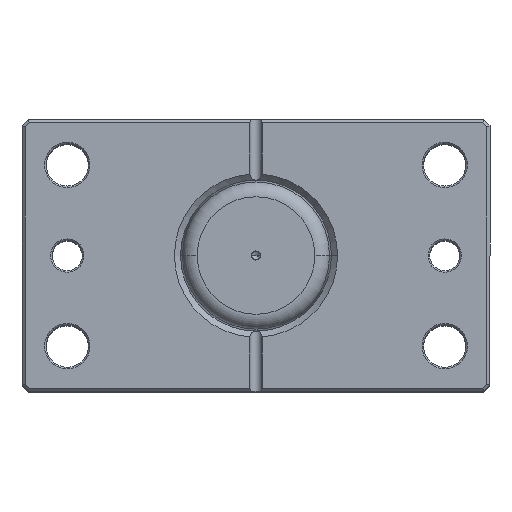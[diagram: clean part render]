
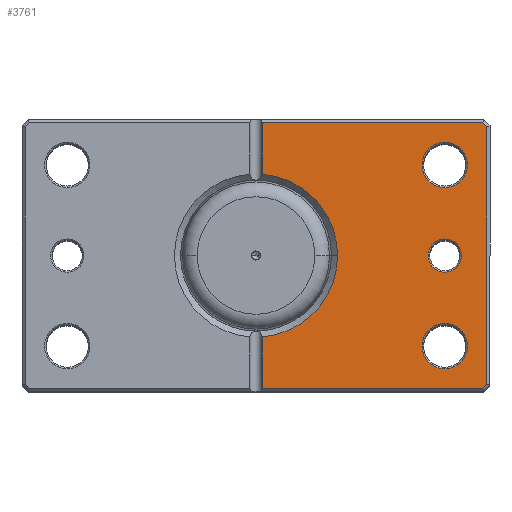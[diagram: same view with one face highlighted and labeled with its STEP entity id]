
A CAD part, top view. The second image highlights one B-rep face of the part: STEP entity #3761.
In plain terms, the highlighted face is planar.
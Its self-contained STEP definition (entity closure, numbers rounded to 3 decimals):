
#58 = CIRCLE ( 'NONE', #231, 5.5 ) ;
#85 = VERTEX_POINT ( 'NONE', #5073 ) ;
#99 = VERTEX_POINT ( 'NONE', #1242 ) ;
#172 = EDGE_LOOP ( 'NONE', ( #5763, #2036 ) ) ;
#191 = EDGE_CURVE ( 'NONE', #85, #4068, #58, .T. ) ;
#231 = AXIS2_PLACEMENT_3D ( 'NONE', #633, #2755, #2775 ) ;
#307 = VECTOR ( 'NONE', #5170, 1000. ) ;
#427 = DIRECTION ( 'NONE',  ( 1., 0., 0. ) ) ;
#488 = CIRCLE ( 'NONE', #4584, 7.5 ) ;
#492 = FACE_BOUND ( 'NONE', #4928, .T. ) ;
#522 = VERTEX_POINT ( 'NONE', #1478 ) ;
#544 = ORIENTED_EDGE ( 'NONE', *, *, #5565, .T. ) ;
#622 = AXIS2_PLACEMENT_3D ( 'NONE', #1309, #5049, #1856 ) ;
#633 = CARTESIAN_POINT ( 'NONE',  ( -62.5, 0., 0. ) ) ;
#689 = CARTESIAN_POINT ( 'NONE',  ( 0., -44., 0. ) ) ;
#733 = VERTEX_POINT ( 'NONE', #2016 ) ;
#745 = EDGE_CURVE ( 'NONE', #1437, #3413, #488, .T. ) ;
#758 = EDGE_CURVE ( 'NONE', #6396, #2478, #5990, .T. ) ;
#773 = AXIS2_PLACEMENT_3D ( 'NONE', #6820, #3640, #427 ) ;
#1034 = EDGE_CURVE ( 'NONE', #6596, #4550, #4159, .T. ) ;
#1050 = VERTEX_POINT ( 'NONE', #1707 ) ;
#1052 = CARTESIAN_POINT ( 'NONE',  ( -55., 30., 0. ) ) ;
#1068 = LINE ( 'NONE', #3233, #3911 ) ;
#1152 = EDGE_CURVE ( 'NONE', #522, #6396, #1569, .T. ) ;
#1179 = DIRECTION ( 'NONE',  ( 0., 0., 1. ) ) ;
#1235 = EDGE_CURVE ( 'NONE', #4068, #85, #3154, .T. ) ;
#1236 = DIRECTION ( 'NONE',  ( 0., 0., 1. ) ) ;
#1242 = CARTESIAN_POINT ( 'NONE',  ( -76.5, 42.586, 0. ) ) ;
#1309 = CARTESIAN_POINT ( 'NONE',  ( 0., 0., 0. ) ) ;
#1322 = CARTESIAN_POINT ( 'NONE',  ( -70., -30., 0. ) ) ;
#1340 = AXIS2_PLACEMENT_3D ( 'NONE', #4426, #1236, #4974 ) ;
#1369 = LINE ( 'NONE', #689, #4044 ) ;
#1397 = ORIENTED_EDGE ( 'NONE', *, *, #1235, .T. ) ;
#1437 = VERTEX_POINT ( 'NONE', #1950 ) ;
#1439 = CIRCLE ( 'NONE', #622, 27. ) ;
#1475 = EDGE_LOOP ( 'NONE', ( #1940, #4747, #1528, #6307, #4730, #5192, #6052, #5163, #6853 ) ) ;
#1478 = CARTESIAN_POINT ( 'NONE',  ( -75.086, 44., 0. ) ) ;
#1528 = ORIENTED_EDGE ( 'NONE', *, *, #2264, .T. ) ;
#1569 = LINE ( 'NONE', #5432, #2992 ) ;
#1630 = CIRCLE ( 'NONE', #773, 7.5 ) ;
#1707 = CARTESIAN_POINT ( 'NONE',  ( -2., -26.926, 0. ) ) ;
#1787 = DIRECTION ( 'NONE',  ( -1., 0., 0. ) ) ;
#1807 = ORIENTED_EDGE ( 'NONE', *, *, #5322, .T. ) ;
#1856 = DIRECTION ( 'NONE',  ( 1., 0., 0. ) ) ;
#1940 = ORIENTED_EDGE ( 'NONE', *, *, #758, .T. ) ;
#1950 = CARTESIAN_POINT ( 'NONE',  ( -55., -30., 0. ) ) ;
#2016 = CARTESIAN_POINT ( 'NONE',  ( -27., 0., 0. ) ) ;
#2036 = ORIENTED_EDGE ( 'NONE', *, *, #745, .T. ) ;
#2121 = DIRECTION ( 'NONE',  ( 0., 0., 1. ) ) ;
#2149 = CARTESIAN_POINT ( 'NONE',  ( -76.5, -42.586, 0. ) ) ;
#2154 = PLANE ( 'NONE',  #5536 ) ;
#2264 = EDGE_CURVE ( 'NONE', #733, #1050, #1439, .T. ) ;
#2311 = DIRECTION ( 'NONE',  ( 0., 0., 1. ) ) ;
#2382 = CIRCLE ( 'NONE', #4692, 7.5 ) ;
#2478 = VERTEX_POINT ( 'NONE', #5724 ) ;
#2628 = CARTESIAN_POINT ( 'NONE',  ( -59.543, 59.543, 0. ) ) ;
#2632 = LINE ( 'NONE', #6317, #5489 ) ;
#2710 = DIRECTION ( 'NONE',  ( 0., 0., 1. ) ) ;
#2755 = DIRECTION ( 'NONE',  ( 0., 0., 1. ) ) ;
#2775 = DIRECTION ( 'NONE',  ( 1., 0., 0. ) ) ;
#2796 = CIRCLE ( 'NONE', #1340, 7.5 ) ;
#2992 = VECTOR ( 'NONE', #6498, 1000. ) ;
#3130 = VECTOR ( 'NONE', #6353, 1000. ) ;
#3132 = ORIENTED_EDGE ( 'NONE', *, *, #191, .T. ) ;
#3154 = CIRCLE ( 'NONE', #4681, 5.5 ) ;
#3233 = CARTESIAN_POINT ( 'NONE',  ( -76.5, 0., 0. ) ) ;
#3287 = CARTESIAN_POINT ( 'NONE',  ( -2., -44., 0. ) ) ;
#3413 = VERTEX_POINT ( 'NONE', #1322 ) ;
#3640 = DIRECTION ( 'NONE',  ( 0., 0., 1. ) ) ;
#3761 = ADVANCED_FACE ( 'NONE', ( #492, #4078, #6738, #5337 ), #2154, .F. ) ;
#3764 = EDGE_CURVE ( 'NONE', #4550, #99, #1068, .T. ) ;
#3911 = VECTOR ( 'NONE', #5366, 1000. ) ;
#4022 = CARTESIAN_POINT ( 'NONE',  ( -2., 44., 0. ) ) ;
#4044 = VECTOR ( 'NONE', #1787, 1000. ) ;
#4068 = VERTEX_POINT ( 'NONE', #5968 ) ;
#4078 = FACE_BOUND ( 'NONE', #172, .T. ) ;
#4159 = LINE ( 'NONE', #5762, #5576 ) ;
#4378 = CARTESIAN_POINT ( 'NONE',  ( 0., 0., 0. ) ) ;
#4426 = CARTESIAN_POINT ( 'NONE',  ( -62.5, 30., 0. ) ) ;
#4550 = VERTEX_POINT ( 'NONE', #2149 ) ;
#4584 = AXIS2_PLACEMENT_3D ( 'NONE', #5286, #5263, #4750 ) ;
#4681 = AXIS2_PLACEMENT_3D ( 'NONE', #5499, #2311, #6022 ) ;
#4692 = AXIS2_PLACEMENT_3D ( 'NONE', #5318, #2121, #5841 ) ;
#4730 = ORIENTED_EDGE ( 'NONE', *, *, #5594, .T. ) ;
#4747 = ORIENTED_EDGE ( 'NONE', *, *, #6732, .T. ) ;
#4750 = DIRECTION ( 'NONE',  ( 1., 0., 0. ) ) ;
#4775 = CIRCLE ( 'NONE', #5109, 27. ) ;
#4913 = DIRECTION ( 'NONE',  ( 1., 0., 0. ) ) ;
#4928 = EDGE_LOOP ( 'NONE', ( #1397, #3132 ) ) ;
#4952 = VERTEX_POINT ( 'NONE', #1052 ) ;
#4972 = VERTEX_POINT ( 'NONE', #5331 ) ;
#4974 = DIRECTION ( 'NONE',  ( 1., 0., 0. ) ) ;
#5049 = DIRECTION ( 'NONE',  ( 0., 0., 1. ) ) ;
#5073 = CARTESIAN_POINT ( 'NONE',  ( -57., 0., 0. ) ) ;
#5085 = VERTEX_POINT ( 'NONE', #3287 ) ;
#5109 = AXIS2_PLACEMENT_3D ( 'NONE', #4378, #1179, #4913 ) ;
#5163 = ORIENTED_EDGE ( 'NONE', *, *, #6493, .T. ) ;
#5170 = DIRECTION ( 'NONE',  ( 0., -1., 0. ) ) ;
#5192 = ORIENTED_EDGE ( 'NONE', *, *, #1034, .T. ) ;
#5263 = DIRECTION ( 'NONE',  ( 0., 0., 1. ) ) ;
#5286 = CARTESIAN_POINT ( 'NONE',  ( -62.5, -30., 0. ) ) ;
#5318 = CARTESIAN_POINT ( 'NONE',  ( -62.5, -30., 0. ) ) ;
#5322 = EDGE_CURVE ( 'NONE', #4952, #4972, #1630, .T. ) ;
#5331 = CARTESIAN_POINT ( 'NONE',  ( -70., 30., 0. ) ) ;
#5337 = FACE_OUTER_BOUND ( 'NONE', #1475, .T. ) ;
#5366 = DIRECTION ( 'NONE',  ( 0., 1., 0. ) ) ;
#5368 = CARTESIAN_POINT ( 'NONE',  ( -75.086, -44., 0. ) ) ;
#5396 = EDGE_CURVE ( 'NONE', #3413, #1437, #2382, .T. ) ;
#5432 = CARTESIAN_POINT ( 'NONE',  ( 0., 44., 0. ) ) ;
#5489 = VECTOR ( 'NONE', #6845, 1000. ) ;
#5499 = CARTESIAN_POINT ( 'NONE',  ( -62.5, 0., 0. ) ) ;
#5536 = AXIS2_PLACEMENT_3D ( 'NONE', #5895, #2710, #6432 ) ;
#5565 = EDGE_CURVE ( 'NONE', #4972, #4952, #2796, .T. ) ;
#5576 = VECTOR ( 'NONE', #6181, 1000. ) ;
#5594 = EDGE_CURVE ( 'NONE', #5085, #6596, #1369, .T. ) ;
#5724 = CARTESIAN_POINT ( 'NONE',  ( -2., 26.926, 0. ) ) ;
#5762 = CARTESIAN_POINT ( 'NONE',  ( -59.543, -59.543, 0. ) ) ;
#5763 = ORIENTED_EDGE ( 'NONE', *, *, #5396, .T. ) ;
#5841 = DIRECTION ( 'NONE',  ( 1., 0., 0. ) ) ;
#5895 = CARTESIAN_POINT ( 'NONE',  ( 0., 0., 0. ) ) ;
#5968 = CARTESIAN_POINT ( 'NONE',  ( -68., 0., 0. ) ) ;
#5990 = LINE ( 'NONE', #6380, #307 ) ;
#6022 = DIRECTION ( 'NONE',  ( 1., 0., 0. ) ) ;
#6040 = EDGE_CURVE ( 'NONE', #1050, #5085, #2632, .T. ) ;
#6052 = ORIENTED_EDGE ( 'NONE', *, *, #3764, .T. ) ;
#6125 = LINE ( 'NONE', #2628, #3130 ) ;
#6181 = DIRECTION ( 'NONE',  ( -0.707, 0.707, 0. ) ) ;
#6307 = ORIENTED_EDGE ( 'NONE', *, *, #6040, .T. ) ;
#6317 = CARTESIAN_POINT ( 'NONE',  ( -2., 45., 0. ) ) ;
#6353 = DIRECTION ( 'NONE',  ( 0.707, 0.707, 0. ) ) ;
#6380 = CARTESIAN_POINT ( 'NONE',  ( -2., 45., 0. ) ) ;
#6396 = VERTEX_POINT ( 'NONE', #4022 ) ;
#6432 = DIRECTION ( 'NONE',  ( 1., 0., 0. ) ) ;
#6493 = EDGE_CURVE ( 'NONE', #99, #522, #6125, .T. ) ;
#6498 = DIRECTION ( 'NONE',  ( 1., 0., 0. ) ) ;
#6596 = VERTEX_POINT ( 'NONE', #5368 ) ;
#6732 = EDGE_CURVE ( 'NONE', #2478, #733, #4775, .T. ) ;
#6738 = FACE_BOUND ( 'NONE', #6776, .T. ) ;
#6776 = EDGE_LOOP ( 'NONE', ( #544, #1807 ) ) ;
#6820 = CARTESIAN_POINT ( 'NONE',  ( -62.5, 30., 0. ) ) ;
#6845 = DIRECTION ( 'NONE',  ( 0., -1., 0. ) ) ;
#6853 = ORIENTED_EDGE ( 'NONE', *, *, #1152, .T. ) ;
